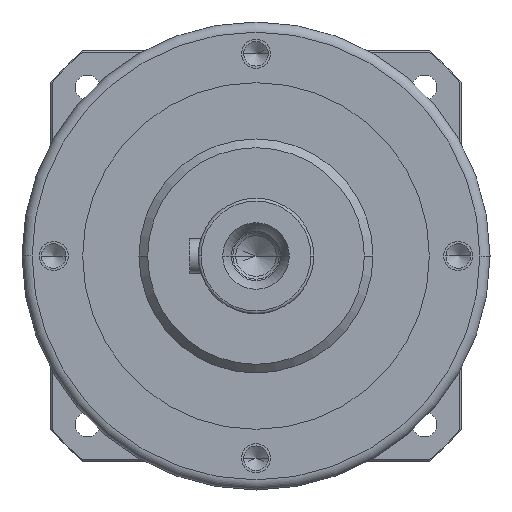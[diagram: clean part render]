
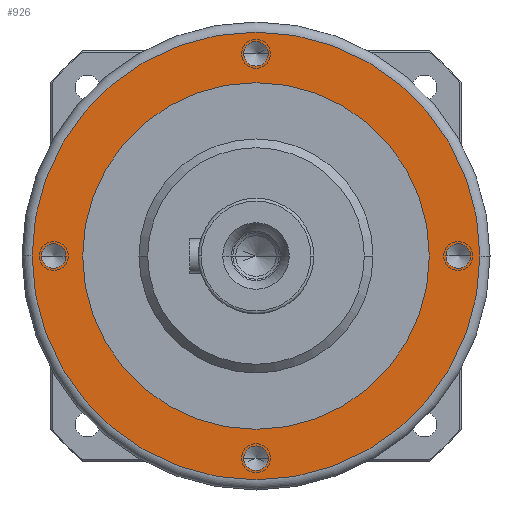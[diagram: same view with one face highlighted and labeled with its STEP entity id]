
A CAD part, left-side view. The second image highlights one B-rep face of the part: STEP entity #926.
In plain terms, the highlighted planar face has unit normal (-1, 0, 0).
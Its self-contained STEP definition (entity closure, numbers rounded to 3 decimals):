
#1=CARTESIAN_POINT('',(0.,0.,-70.));
#2=DIRECTION('',(-1.,0.,0.));
#3=DIRECTION('',(0.,1.,0.));
#4=AXIS2_PLACEMENT_3D('',#1,#2,#3);
#6=CARTESIAN_POINT('',(0.,0.,-70.));
#7=DIRECTION('',(-1.,0.,0.));
#8=DIRECTION('',(0.,-1.,0.));
#9=AXIS2_PLACEMENT_3D('',#6,#7,#8);
#11=CARTESIAN_POINT('',(0.,-70.,0.));
#12=DIRECTION('',(-1.,0.,0.));
#13=DIRECTION('',(0.,1.,0.));
#14=AXIS2_PLACEMENT_3D('',#11,#12,#13);
#16=CARTESIAN_POINT('',(0.,-70.,0.));
#17=DIRECTION('',(-1.,0.,0.));
#18=DIRECTION('',(0.,-1.,0.));
#19=AXIS2_PLACEMENT_3D('',#16,#17,#18);
#21=CARTESIAN_POINT('',(0.,0.,70.));
#22=DIRECTION('',(-1.,0.,0.));
#23=DIRECTION('',(0.,1.,0.));
#24=AXIS2_PLACEMENT_3D('',#21,#22,#23);
#26=CARTESIAN_POINT('',(0.,0.,70.));
#27=DIRECTION('',(-1.,0.,0.));
#28=DIRECTION('',(0.,-1.,0.));
#29=AXIS2_PLACEMENT_3D('',#26,#27,#28);
#31=CARTESIAN_POINT('',(0.,0.,0.));
#32=DIRECTION('',(-1.,0.,0.));
#33=DIRECTION('',(0.,1.,0.));
#34=AXIS2_PLACEMENT_3D('',#31,#32,#33);
#36=CARTESIAN_POINT('',(0.,0.,0.));
#37=DIRECTION('',(-1.,0.,0.));
#38=DIRECTION('',(0.,-1.,0.));
#39=AXIS2_PLACEMENT_3D('',#36,#37,#38);
#41=CARTESIAN_POINT('',(0.,70.,0.));
#42=DIRECTION('',(-1.,0.,0.));
#43=DIRECTION('',(0.,1.,0.));
#44=AXIS2_PLACEMENT_3D('',#41,#42,#43);
#46=CARTESIAN_POINT('',(0.,70.,0.));
#47=DIRECTION('',(-1.,0.,0.));
#48=DIRECTION('',(0.,-1.,0.));
#49=AXIS2_PLACEMENT_3D('',#46,#47,#48);
#129=CARTESIAN_POINT('',(0.,0.,0.));
#130=DIRECTION('',(1.,0.,0.));
#131=DIRECTION('',(0.,1.,0.));
#132=AXIS2_PLACEMENT_3D('',#129,#130,#131);
#142=CARTESIAN_POINT('',(0.,0.,0.));
#143=DIRECTION('',(-1.,0.,0.));
#144=DIRECTION('',(0.,1.,0.));
#145=AXIS2_PLACEMENT_3D('',#142,#143,#144);
#706=CARTESIAN_POINT('',(0.,60.,0.));
#708=VERTEX_POINT('',#706);
#714=CARTESIAN_POINT('',(0.,-60.,0.));
#716=VERTEX_POINT('',#714);
#730=CARTESIAN_POINT('',(0.,77.5,0.));
#731=CARTESIAN_POINT('',(0.,-77.5,0.));
#732=VERTEX_POINT('',#730);
#733=VERTEX_POINT('',#731);
#756=CARTESIAN_POINT('',(0.,74.25,0.));
#757=CARTESIAN_POINT('',(0.,65.75,0.));
#758=VERTEX_POINT('',#756);
#759=VERTEX_POINT('',#757);
#766=CARTESIAN_POINT('',(0.,4.25,70.));
#767=CARTESIAN_POINT('',(0.,-4.25,70.));
#768=VERTEX_POINT('',#766);
#769=VERTEX_POINT('',#767);
#776=CARTESIAN_POINT('',(0.,-65.75,0.));
#777=CARTESIAN_POINT('',(0.,-74.25,0.));
#778=VERTEX_POINT('',#776);
#779=VERTEX_POINT('',#777);
#786=CARTESIAN_POINT('',(0.,4.25,-70.));
#787=CARTESIAN_POINT('',(0.,-4.25,-70.));
#788=VERTEX_POINT('',#786);
#789=VERTEX_POINT('',#787);
#885=CARTESIAN_POINT('',(0.,0.,0.));
#886=DIRECTION('',(1.,0.,0.));
#887=DIRECTION('',(0.,-1.,0.));
#888=AXIS2_PLACEMENT_3D('',#885,#886,#887);
#889=PLANE('',#888);
#891=ORIENTED_EDGE('',*,*,#890,.F.);
#893=ORIENTED_EDGE('',*,*,#892,.F.);
#894=EDGE_LOOP('',(#891,#893));
#895=FACE_OUTER_BOUND('',#894,.F.);
#897=ORIENTED_EDGE('',*,*,#896,.T.);
#899=ORIENTED_EDGE('',*,*,#898,.T.);
#900=EDGE_LOOP('',(#897,#899));
#901=FACE_BOUND('',#900,.F.);
#903=ORIENTED_EDGE('',*,*,#902,.T.);
#905=ORIENTED_EDGE('',*,*,#904,.T.);
#906=EDGE_LOOP('',(#903,#905));
#907=FACE_BOUND('',#906,.F.);
#909=ORIENTED_EDGE('',*,*,#908,.T.);
#911=ORIENTED_EDGE('',*,*,#910,.T.);
#912=EDGE_LOOP('',(#909,#911));
#913=FACE_BOUND('',#912,.F.);
#915=ORIENTED_EDGE('',*,*,#914,.F.);
#917=ORIENTED_EDGE('',*,*,#916,.T.);
#918=EDGE_LOOP('',(#915,#917));
#919=FACE_BOUND('',#918,.F.);
#921=ORIENTED_EDGE('',*,*,#920,.T.);
#923=ORIENTED_EDGE('',*,*,#922,.T.);
#924=EDGE_LOOP('',(#921,#923));
#925=FACE_BOUND('',#924,.F.);
#926=ADVANCED_FACE('',(#895,#901,#907,#913,#919,#925),#889,.F.);
#5=CIRCLE('',#4,4.25);
#10=CIRCLE('',#9,4.25);
#15=CIRCLE('',#14,4.25);
#20=CIRCLE('',#19,4.25);
#25=CIRCLE('',#24,4.25);
#30=CIRCLE('',#29,4.25);
#35=CIRCLE('',#34,77.5);
#40=CIRCLE('',#39,77.5);
#45=CIRCLE('',#44,4.25);
#50=CIRCLE('',#49,4.25);
#133=CIRCLE('',#132,60.);
#146=CIRCLE('',#145,60.);
#890=EDGE_CURVE('',#732,#733,#35,.T.);
#892=EDGE_CURVE('',#733,#732,#40,.T.);
#896=EDGE_CURVE('',#788,#789,#5,.T.);
#898=EDGE_CURVE('',#789,#788,#10,.T.);
#902=EDGE_CURVE('',#778,#779,#15,.T.);
#904=EDGE_CURVE('',#779,#778,#20,.T.);
#908=EDGE_CURVE('',#768,#769,#25,.T.);
#910=EDGE_CURVE('',#769,#768,#30,.T.);
#914=EDGE_CURVE('',#708,#716,#133,.T.);
#916=EDGE_CURVE('',#708,#716,#146,.T.);
#920=EDGE_CURVE('',#758,#759,#45,.T.);
#922=EDGE_CURVE('',#759,#758,#50,.T.);
